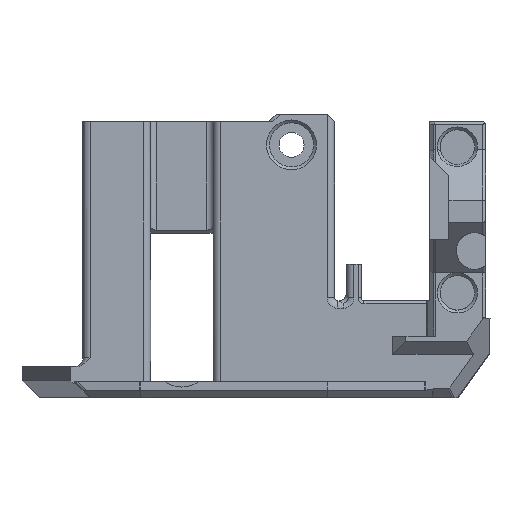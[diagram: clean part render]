
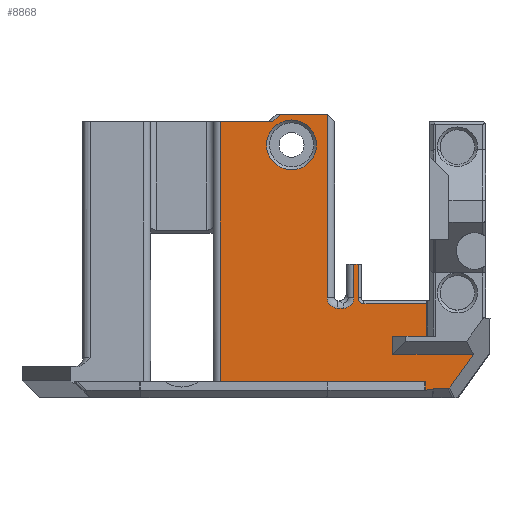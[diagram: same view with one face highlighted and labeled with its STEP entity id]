
A CAD part, left-side view. The second image highlights one B-rep face of the part: STEP entity #8868.
In plain terms, the highlighted planar face has unit normal (-1, 0, 0).
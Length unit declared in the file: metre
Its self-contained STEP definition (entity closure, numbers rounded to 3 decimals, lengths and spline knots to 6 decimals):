
#36=ELLIPSE('',#9400,0.000567,0.0004);
#37=ELLIPSE('',#9401,0.000602,0.0004);
#676=LINE('',#13100,#1538);
#686=LINE('',#13122,#1548);
#689=LINE('',#13130,#1551);
#690=LINE('',#13135,#1552);
#691=LINE('',#13139,#1553);
#692=LINE('',#13140,#1554);
#693=LINE('',#13141,#1555);
#694=LINE('',#13143,#1556);
#695=LINE('',#13147,#1557);
#696=LINE('',#13149,#1558);
#697=LINE('',#13151,#1559);
#698=LINE('',#13155,#1560);
#699=LINE('',#13159,#1561);
#700=LINE('',#13161,#1562);
#701=LINE('',#13163,#1563);
#702=LINE('',#13165,#1564);
#703=LINE('',#13167,#1565);
#704=LINE('',#13169,#1566);
#705=LINE('',#13171,#1567);
#1538=VECTOR('',#10388,1.);
#1548=VECTOR('',#10404,1.);
#1551=VECTOR('',#10411,1.);
#1552=VECTOR('',#10414,1.);
#1553=VECTOR('',#10417,1.);
#1554=VECTOR('',#10418,1.);
#1555=VECTOR('',#10419,1.);
#1556=VECTOR('',#10420,1.);
#1557=VECTOR('',#10423,1.);
#1558=VECTOR('',#10424,1.);
#1559=VECTOR('',#10425,1.);
#1560=VECTOR('',#10428,1.);
#1561=VECTOR('',#10431,1.);
#1562=VECTOR('',#10432,1.);
#1563=VECTOR('',#10433,1.);
#1564=VECTOR('',#10434,1.);
#1565=VECTOR('',#10435,1.);
#1566=VECTOR('',#10436,1.);
#1567=VECTOR('',#10437,1.);
#2493=ORIENTED_EDGE('',*,*,#5177,.F.);
#2494=ORIENTED_EDGE('',*,*,#5178,.T.);
#2495=ORIENTED_EDGE('',*,*,#5179,.F.);
#2496=ORIENTED_EDGE('',*,*,#5180,.F.);
#2497=ORIENTED_EDGE('',*,*,#5181,.F.);
#2498=ORIENTED_EDGE('',*,*,#5182,.F.);
#2499=ORIENTED_EDGE('',*,*,#5174,.F.);
#2500=ORIENTED_EDGE('',*,*,#5183,.F.);
#2501=ORIENTED_EDGE('',*,*,#5163,.F.);
#2502=ORIENTED_EDGE('',*,*,#5184,.F.);
#2503=ORIENTED_EDGE('',*,*,#5185,.F.);
#2504=ORIENTED_EDGE('',*,*,#5186,.F.);
#2505=ORIENTED_EDGE('',*,*,#5187,.F.);
#2506=ORIENTED_EDGE('',*,*,#5188,.T.);
#2507=ORIENTED_EDGE('',*,*,#5189,.F.);
#2508=ORIENTED_EDGE('',*,*,#5190,.F.);
#2509=ORIENTED_EDGE('',*,*,#5191,.F.);
#2510=ORIENTED_EDGE('',*,*,#5192,.F.);
#2511=ORIENTED_EDGE('',*,*,#5193,.F.);
#2512=ORIENTED_EDGE('',*,*,#5194,.F.);
#2513=ORIENTED_EDGE('',*,*,#5195,.T.);
#2514=ORIENTED_EDGE('',*,*,#5196,.T.);
#2515=ORIENTED_EDGE('',*,*,#5197,.F.);
#2516=ORIENTED_EDGE('',*,*,#5198,.F.);
#2517=ORIENTED_EDGE('',*,*,#5199,.F.);
#5163=EDGE_CURVE('',#6501,#6502,#676,.T.);
#5174=EDGE_CURVE('',#6511,#6512,#686,.T.);
#5177=EDGE_CURVE('',#6513,#6513,#7275,.T.);
#5178=EDGE_CURVE('',#6514,#6515,#689,.T.);
#5179=EDGE_CURVE('',#6516,#6515,#36,.T.);
#5180=EDGE_CURVE('',#6517,#6516,#690,.T.);
#5181=EDGE_CURVE('',#6518,#6517,#37,.T.);
#5182=EDGE_CURVE('',#6512,#6518,#691,.T.);
#5183=EDGE_CURVE('',#6502,#6511,#692,.T.);
#5184=EDGE_CURVE('',#6519,#6501,#693,.T.);
#5185=EDGE_CURVE('',#6520,#6519,#694,.T.);
#5186=EDGE_CURVE('',#6521,#6520,#7276,.T.);
#5187=EDGE_CURVE('',#6522,#6521,#695,.T.);
#5188=EDGE_CURVE('',#6522,#6523,#696,.T.);
#5189=EDGE_CURVE('',#6524,#6523,#697,.T.);
#5190=EDGE_CURVE('',#6525,#6524,#7277,.T.);
#5191=EDGE_CURVE('',#6526,#6525,#698,.T.);
#5192=EDGE_CURVE('',#6527,#6526,#7278,.T.);
#5193=EDGE_CURVE('',#6528,#6527,#699,.T.);
#5194=EDGE_CURVE('',#6529,#6528,#700,.T.);
#5195=EDGE_CURVE('',#6529,#6530,#701,.T.);
#5196=EDGE_CURVE('',#6530,#6531,#702,.T.);
#5197=EDGE_CURVE('',#6532,#6531,#703,.T.);
#5198=EDGE_CURVE('',#6533,#6532,#704,.T.);
#5199=EDGE_CURVE('',#6514,#6533,#705,.T.);
#6501=VERTEX_POINT('',#13099);
#6502=VERTEX_POINT('',#13101);
#6511=VERTEX_POINT('',#13123);
#6512=VERTEX_POINT('',#13124);
#6513=VERTEX_POINT('',#13129);
#6514=VERTEX_POINT('',#13131);
#6515=VERTEX_POINT('',#13132);
#6516=VERTEX_POINT('',#13134);
#6517=VERTEX_POINT('',#13136);
#6518=VERTEX_POINT('',#13138);
#6519=VERTEX_POINT('',#13142);
#6520=VERTEX_POINT('',#13144);
#6521=VERTEX_POINT('',#13146);
#6522=VERTEX_POINT('',#13148);
#6523=VERTEX_POINT('',#13150);
#6524=VERTEX_POINT('',#13152);
#6525=VERTEX_POINT('',#13154);
#6526=VERTEX_POINT('',#13156);
#6527=VERTEX_POINT('',#13158);
#6528=VERTEX_POINT('',#13160);
#6529=VERTEX_POINT('',#13162);
#6530=VERTEX_POINT('',#13164);
#6531=VERTEX_POINT('',#13166);
#6532=VERTEX_POINT('',#13168);
#6533=VERTEX_POINT('',#13170);
#7275=CIRCLE('',#9399,0.0034);
#7276=CIRCLE('',#9402,0.0008);
#7277=CIRCLE('',#9403,0.0014);
#7278=CIRCLE('',#9404,0.0014);
#7488=EDGE_LOOP('',(#2493));
#7489=EDGE_LOOP('',(#2494,#2495,#2496,#2497,#2498,#2499,#2500,#2501,#2502,
#2503,#2504,#2505,#2506,#2507,#2508,#2509,#2510,#2511,#2512,#2513,#2514,
#2515,#2516,#2517));
#8039=FACE_BOUND('',#7488,.T.);
#8040=FACE_BOUND('',#7489,.T.);
#8582=PLANE('',#9398);
#8868=ADVANCED_FACE('',(#8039,#8040),#8582,.T.);
#9398=AXIS2_PLACEMENT_3D('',#13127,#10407,#10408);
#9399=AXIS2_PLACEMENT_3D('',#13128,#10409,#10410);
#9400=AXIS2_PLACEMENT_3D('',#13133,#10412,#10413);
#9401=AXIS2_PLACEMENT_3D('',#13137,#10415,#10416);
#9402=AXIS2_PLACEMENT_3D('',#13145,#10421,#10422);
#9403=AXIS2_PLACEMENT_3D('',#13153,#10426,#10427);
#9404=AXIS2_PLACEMENT_3D('',#13157,#10429,#10430);
#10388=DIRECTION('',(0.,1.,0.));
#10404=DIRECTION('',(0.,-1.,0.));
#10407=DIRECTION('',(-1.,0.,0.));
#10408=DIRECTION('',(0.,-1.,0.));
#10409=DIRECTION('',(-1.,0.,0.));
#10410=DIRECTION('',(0.,-1.,0.));
#10411=DIRECTION('',(0.,-0.984,0.176));
#10412=DIRECTION('',(-1.,0.,0.));
#10413=DIRECTION('',(0.,0.09,-0.996));
#10414=DIRECTION('',(0.,1.,0.));
#10415=DIRECTION('',(1.,0.,0.));
#10416=DIRECTION('',(0.,0.458,0.889));
#10417=DIRECTION('',(0.,0.581,-0.814));
#10418=DIRECTION('',(0.,0.,-1.));
#10419=DIRECTION('',(0.,0.,-1.));
#10420=DIRECTION('',(0.,-1.,0.));
#10421=DIRECTION('',(-1.,0.,0.));
#10422=DIRECTION('',(0.,-1.,0.));
#10423=DIRECTION('',(0.,0.,-1.));
#10424=DIRECTION('',(0.,1.,0.));
#10425=DIRECTION('',(0.,0.,1.));
#10426=DIRECTION('',(-1.,0.,0.));
#10427=DIRECTION('',(0.,1.,0.));
#10428=DIRECTION('',(0.,-1.,0.));
#10429=DIRECTION('',(-1.,0.,0.));
#10430=DIRECTION('',(0.,1.,0.));
#10431=DIRECTION('',(0.,0.,-1.));
#10432=DIRECTION('',(0.,-1.,0.));
#10433=DIRECTION('',(0.,0.707,-0.707));
#10434=DIRECTION('',(0.,1.,0.));
#10435=DIRECTION('',(0.,0.,1.));
#10436=DIRECTION('',(0.,1.,0.));
#10437=DIRECTION('',(0.,0.,1.));
#13099=CARTESIAN_POINT('',(-0.246684,-0.017035,0.0084));
#13100=CARTESIAN_POINT('',(-0.246684,-0.012279,0.0084));
#13101=CARTESIAN_POINT('',(-0.246684,-0.012379,0.0084));
#13122=CARTESIAN_POINT('',(-0.246684,-0.018359,0.0059));
#13123=CARTESIAN_POINT('',(-0.246684,-0.012379,0.0059));
#13124=CARTESIAN_POINT('',(-0.246684,-0.023395,0.0059));
#13127=CARTESIAN_POINT('',(-0.246684,0.029879,0.0032));
#13128=CARTESIAN_POINT('',(-0.246684,0.00142,0.034464));
#13129=CARTESIAN_POINT('',(-0.246684,-0.00198,0.034464));
#13130=CARTESIAN_POINT('',(-0.246684,0.028044,-0.007036));
#13131=CARTESIAN_POINT('',(-0.246684,-0.01682,0.001006));
#13132=CARTESIAN_POINT('',(-0.246684,-0.017874,0.001195));
#13133=CARTESIAN_POINT('',(-0.246684,-0.017899,0.000634));
#13134=CARTESIAN_POINT('',(-0.246684,-0.017925,0.0012));
#13135=CARTESIAN_POINT('',(-0.246684,0.020768,0.0012));
#13136=CARTESIAN_POINT('',(-0.246684,-0.019892,0.0012));
#13137=CARTESIAN_POINT('',(-0.246684,-0.019747,0.001766));
#13138=CARTESIAN_POINT('',(-0.246684,-0.020122,0.001318));
#13139=CARTESIAN_POINT('',(-0.246684,-0.020427,0.001745));
#13140=CARTESIAN_POINT('',(-0.246684,-0.012379,0.0045));
#13141=CARTESIAN_POINT('',(-0.246684,-0.017035,0.019315));
#13142=CARTESIAN_POINT('',(-0.246684,-0.017035,0.0128));
#13143=CARTESIAN_POINT('',(-0.246684,0.007188,0.0128));
#13144=CARTESIAN_POINT('',(-0.246684,-0.008454,0.0128));
#13145=CARTESIAN_POINT('',(-0.246684,-0.008454,0.0136));
#13146=CARTESIAN_POINT('',(-0.246684,-0.007654,0.0136));
#13147=CARTESIAN_POINT('',(-0.246684,-0.007654,0.0082));
#13148=CARTESIAN_POINT('',(-0.246684,-0.007654,0.0182));
#13149=CARTESIAN_POINT('',(-0.246684,0.029879,0.0182));
#13150=CARTESIAN_POINT('',(-0.246684,-0.007054,0.0182));
#13151=CARTESIAN_POINT('',(-0.246684,-0.007054,0.0052));
#13152=CARTESIAN_POINT('',(-0.246684,-0.007054,0.0136));
#13153=CARTESIAN_POINT('',(-0.246684,-0.005654,0.0136));
#13154=CARTESIAN_POINT('',(-0.246684,-0.005654,0.0122));
#13155=CARTESIAN_POINT('',(-0.246684,0.007188,0.0122));
#13156=CARTESIAN_POINT('',(-0.246684,-0.004846,0.0122));
#13157=CARTESIAN_POINT('',(-0.246684,-0.004846,0.0136));
#13158=CARTESIAN_POINT('',(-0.246684,-0.003446,0.0136));
#13159=CARTESIAN_POINT('',(-0.246684,-0.003446,0.014308));
#13160=CARTESIAN_POINT('',(-0.246684,-0.003446,0.03863));
#13161=CARTESIAN_POINT('',(-0.246684,0.00867,0.03863));
#13162=CARTESIAN_POINT('',(-0.246684,0.002963,0.03863));
#13163=CARTESIAN_POINT('',(-0.246684,0.018941,0.022652));
#13164=CARTESIAN_POINT('',(-0.246684,0.003965,0.03763));
#13165=CARTESIAN_POINT('',(-0.246684,0.029879,0.03763));
#13166=CARTESIAN_POINT('',(-0.246684,0.011129,0.03763));
#13167=CARTESIAN_POINT('',(-0.246684,0.011129,0.020415));
#13168=CARTESIAN_POINT('',(-0.246684,0.011129,0.0022));
#13169=CARTESIAN_POINT('',(-0.246684,0.00867,0.0022));
#13170=CARTESIAN_POINT('',(-0.246684,-0.01682,0.0022));
#13171=CARTESIAN_POINT('',(-0.246684,-0.01682,0.0024));
